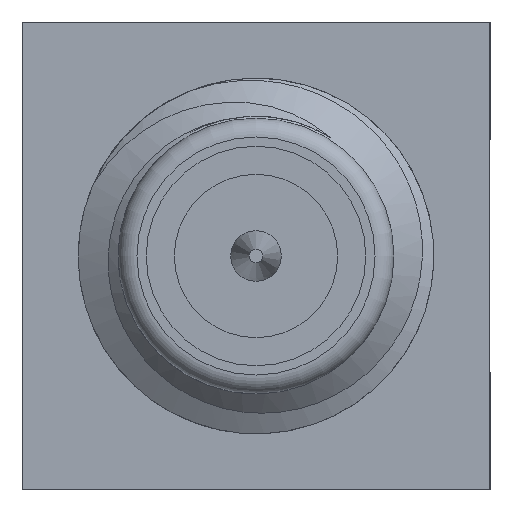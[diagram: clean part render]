
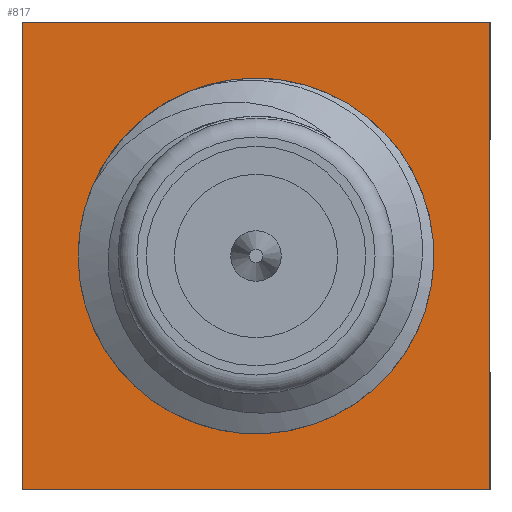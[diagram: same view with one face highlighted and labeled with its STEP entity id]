
A CAD part, left-side view. The second image highlights one B-rep face of the part: STEP entity #817.
In plain terms, the highlighted planar face has unit normal (-1, 0, 0).
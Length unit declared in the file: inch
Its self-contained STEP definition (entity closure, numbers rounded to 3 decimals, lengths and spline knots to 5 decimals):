
#10 = LINE ( 'NONE', #363, #461 ) ;
#115 = ORIENTED_EDGE ( 'NONE', *, *, #1281, .F. ) ;
#134 = VECTOR ( 'NONE', #1236, 39.37008 ) ;
#168 = VERTEX_POINT ( 'NONE', #1438 ) ;
#222 = CARTESIAN_POINT ( 'NONE',  ( 0.23829, 0.125, 0.125 ) ) ;
#224 = DIRECTION ( 'NONE',  ( 0., 0., 1. ) ) ;
#251 = ORIENTED_EDGE ( 'NONE', *, *, #971, .F. ) ;
#288 = FACE_OUTER_BOUND ( 'NONE', #1278, .T. ) ;
#360 = EDGE_CURVE ( 'NONE', #1025, #658, #1502, .T. ) ;
#363 = CARTESIAN_POINT ( 'NONE',  ( 0.23829, -0.125, 0.125 ) ) ;
#397 = VERTEX_POINT ( 'NONE', #1532 ) ;
#461 = VECTOR ( 'NONE', #1008, 39.37008 ) ;
#470 = EDGE_CURVE ( 'NONE', #397, #1025, #1211, .T. ) ;
#518 = AXIS2_PLACEMENT_3D ( 'NONE', #996, #987, #224 ) ;
#520 = DIRECTION ( 'NONE',  ( 0., -1., 0. ) ) ;
#594 = ORIENTED_EDGE ( 'NONE', *, *, #1093, .F. ) ;
#658 = VERTEX_POINT ( 'NONE', #1220 ) ;
#672 = VECTOR ( 'NONE', #928, 39.37008 ) ;
#715 = AXIS2_PLACEMENT_3D ( 'NONE', #1078, #808, #1071 ) ;
#725 = VERTEX_POINT ( 'NONE', #986 ) ;
#727 = LINE ( 'NONE', #1092, #134 ) ;
#808 = DIRECTION ( 'NONE',  ( -1., 0., 0. ) ) ;
#817 = ADVANCED_FACE ( 'NONE', ( #1039, #288 ), #980, .T. ) ;
#835 = VECTOR ( 'NONE', #520, 39.37008 ) ;
#928 = DIRECTION ( 'NONE',  ( 0., 0., 1. ) ) ;
#971 = EDGE_CURVE ( 'NONE', #168, #397, #727, .T. ) ;
#980 = PLANE ( 'NONE',  #518 ) ;
#986 = CARTESIAN_POINT ( 'NONE',  ( 0.23829, -0.07361, 0. ) ) ;
#987 = DIRECTION ( 'NONE',  ( -1., 0., 0. ) ) ;
#996 = CARTESIAN_POINT ( 'NONE',  ( 0.23829, 0., 0. ) ) ;
#1008 = DIRECTION ( 'NONE',  ( 0., 0., -1. ) ) ;
#1025 = VERTEX_POINT ( 'NONE', #222 ) ;
#1039 = FACE_BOUND ( 'NONE', #1464, .T. ) ;
#1071 = DIRECTION ( 'NONE',  ( 0., -1., 0. ) ) ;
#1078 = CARTESIAN_POINT ( 'NONE',  ( 0.23829, 0., 0. ) ) ;
#1092 = CARTESIAN_POINT ( 'NONE',  ( 0.23829, -0.125, -0.125 ) ) ;
#1093 = EDGE_CURVE ( 'NONE', #658, #168, #10, .T. ) ;
#1168 = CIRCLE ( 'NONE', #715, 0.07361 ) ;
#1171 = ORIENTED_EDGE ( 'NONE', *, *, #360, .F. ) ;
#1211 = LINE ( 'NONE', #1442, #672 ) ;
#1220 = CARTESIAN_POINT ( 'NONE',  ( 0.23829, -0.125, 0.125 ) ) ;
#1236 = DIRECTION ( 'NONE',  ( 0., 1., 0. ) ) ;
#1278 = EDGE_LOOP ( 'NONE', ( #251, #594, #1171, #1309 ) ) ;
#1281 = EDGE_CURVE ( 'NONE', #725, #725, #1168, .T. ) ;
#1309 = ORIENTED_EDGE ( 'NONE', *, *, #470, .F. ) ;
#1438 = CARTESIAN_POINT ( 'NONE',  ( 0.23829, -0.125, -0.125 ) ) ;
#1442 = CARTESIAN_POINT ( 'NONE',  ( 0.23829, 0.125, 0.125 ) ) ;
#1464 = EDGE_LOOP ( 'NONE', ( #115 ) ) ;
#1502 = LINE ( 'NONE', #1627, #835 ) ;
#1532 = CARTESIAN_POINT ( 'NONE',  ( 0.23829, 0.125, -0.125 ) ) ;
#1627 = CARTESIAN_POINT ( 'NONE',  ( 0.23829, -0.125, 0.125 ) ) ;
